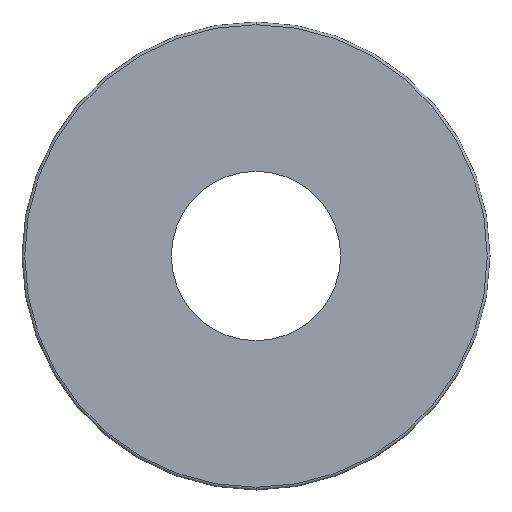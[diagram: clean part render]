
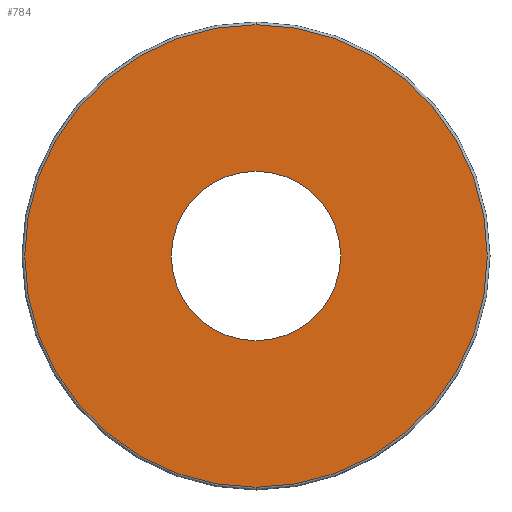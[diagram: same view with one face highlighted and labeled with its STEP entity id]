
A CAD part, front view. The second image highlights one B-rep face of the part: STEP entity #784.
In plain terms, the highlighted planar face has unit normal (0, -1, 0).
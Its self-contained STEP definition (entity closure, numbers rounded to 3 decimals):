
#4 = CIRCLE ( 'NONE', #354, 4. ) ;
#28 = DIRECTION ( 'NONE',  ( 0., 0., -1. ) ) ;
#37 = VERTEX_POINT ( 'NONE', #249 ) ;
#41 = AXIS2_PLACEMENT_3D ( 'NONE', #787, #83, #28 ) ;
#83 = DIRECTION ( 'NONE',  ( 0., -1., 0. ) ) ;
#94 = CARTESIAN_POINT ( 'NONE',  ( 0., 0., 4. ) ) ;
#96 = FACE_BOUND ( 'NONE', #522, .T. ) ;
#117 = DIRECTION ( 'NONE',  ( 0., 0., -1. ) ) ;
#118 = EDGE_LOOP ( 'NONE', ( #581, #239 ) ) ;
#162 = PLANE ( 'NONE',  #711 ) ;
#223 = CIRCLE ( 'NONE', #697, 10.922 ) ;
#236 = CARTESIAN_POINT ( 'NONE',  ( 11.049, 0., 0. ) ) ;
#239 = ORIENTED_EDGE ( 'NONE', *, *, #656, .T. ) ;
#249 = CARTESIAN_POINT ( 'NONE',  ( 0., 0., -10.922 ) ) ;
#252 = CIRCLE ( 'NONE', #768, 4. ) ;
#256 = ORIENTED_EDGE ( 'NONE', *, *, #321, .F. ) ;
#280 = CARTESIAN_POINT ( 'NONE',  ( 0., 0., -4. ) ) ;
#284 = VERTEX_POINT ( 'NONE', #280 ) ;
#285 = DIRECTION ( 'NONE',  ( 0., 0., -1. ) ) ;
#319 = CIRCLE ( 'NONE', #41, 10.922 ) ;
#321 = EDGE_CURVE ( 'NONE', #284, #642, #252, .T. ) ;
#336 = CARTESIAN_POINT ( 'NONE',  ( 0., 0., 10.922 ) ) ;
#353 = DIRECTION ( 'NONE',  ( 0., -1., 0. ) ) ;
#354 = AXIS2_PLACEMENT_3D ( 'NONE', #816, #760, #117 ) ;
#414 = DIRECTION ( 'NONE',  ( 0., 0., -1. ) ) ;
#417 = CARTESIAN_POINT ( 'NONE',  ( 0., 0., 0. ) ) ;
#422 = DIRECTION ( 'NONE',  ( 0., -1., 0. ) ) ;
#439 = EDGE_CURVE ( 'NONE', #642, #284, #4, .T. ) ;
#457 = FACE_OUTER_BOUND ( 'NONE', #118, .T. ) ;
#520 = ORIENTED_EDGE ( 'NONE', *, *, #439, .F. ) ;
#522 = EDGE_LOOP ( 'NONE', ( #256, #520 ) ) ;
#558 = VERTEX_POINT ( 'NONE', #336 ) ;
#581 = ORIENTED_EDGE ( 'NONE', *, *, #808, .T. ) ;
#622 = CARTESIAN_POINT ( 'NONE',  ( 0., 0., 0. ) ) ;
#642 = VERTEX_POINT ( 'NONE', #94 ) ;
#656 = EDGE_CURVE ( 'NONE', #558, #37, #319, .T. ) ;
#697 = AXIS2_PLACEMENT_3D ( 'NONE', #417, #422, #414 ) ;
#711 = AXIS2_PLACEMENT_3D ( 'NONE', #236, #743, #801 ) ;
#743 = DIRECTION ( 'NONE',  ( 0., -1., 0. ) ) ;
#760 = DIRECTION ( 'NONE',  ( 0., -1., 0. ) ) ;
#768 = AXIS2_PLACEMENT_3D ( 'NONE', #622, #353, #285 ) ;
#784 = ADVANCED_FACE ( 'NONE', ( #457, #96 ), #162, .T. ) ;
#787 = CARTESIAN_POINT ( 'NONE',  ( 0., 0., 0. ) ) ;
#801 = DIRECTION ( 'NONE',  ( 0., 0., -1. ) ) ;
#808 = EDGE_CURVE ( 'NONE', #37, #558, #223, .T. ) ;
#816 = CARTESIAN_POINT ( 'NONE',  ( 0., 0., 0. ) ) ;
